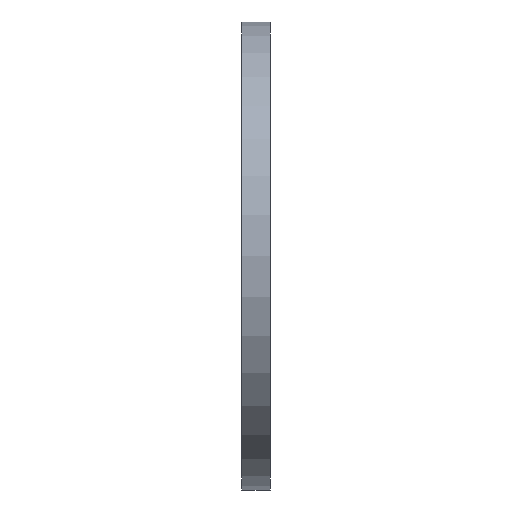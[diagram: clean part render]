
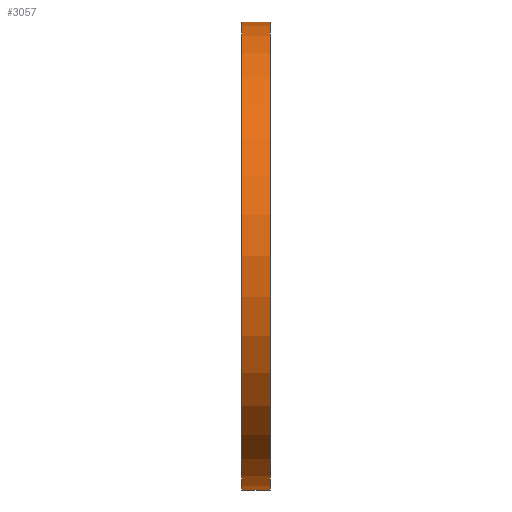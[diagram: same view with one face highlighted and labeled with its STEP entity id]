
A CAD part, left-side view. The second image highlights one B-rep face of the part: STEP entity #3057.
In plain terms, the highlighted cylindrical face has radius 50 mm (diameter 100 mm), a partial arc.
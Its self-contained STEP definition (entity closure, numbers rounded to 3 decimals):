
#503 = DIRECTION ( 'NONE',  ( 0., 1., 0. ) ) ;
#823 = CARTESIAN_POINT ( 'NONE',  ( 0., 6., 0. ) ) ;
#936 = ORIENTED_EDGE ( 'NONE', *, *, #6192, .F. ) ;
#988 = ORIENTED_EDGE ( 'NONE', *, *, #6211, .T. ) ;
#1746 = DIRECTION ( 'NONE',  ( 0., 0., 1. ) ) ;
#2100 = CARTESIAN_POINT ( 'NONE',  ( 0., 6., 50. ) ) ;
#2351 = CARTESIAN_POINT ( 'NONE',  ( 0., 0., 50. ) ) ;
#2642 = CIRCLE ( 'NONE', #3538, 50. ) ;
#2738 = VECTOR ( 'NONE', #7129, 1000. ) ;
#3057 = ADVANCED_FACE ( 'NONE', ( #4464 ), #9298, .T. ) ;
#3066 = DIRECTION ( 'NONE',  ( 0., 0., 1. ) ) ;
#3182 = VERTEX_POINT ( 'NONE', #7474 ) ;
#3538 = AXIS2_PLACEMENT_3D ( 'NONE', #6287, #503, #1746 ) ;
#4188 = DIRECTION ( 'NONE',  ( 0., -1., 0. ) ) ;
#4464 = FACE_OUTER_BOUND ( 'NONE', #7737, .T. ) ;
#5297 = VECTOR ( 'NONE', #7749, 1000. ) ;
#6073 = CARTESIAN_POINT ( 'NONE',  ( 0., 6., 0. ) ) ;
#6192 = EDGE_CURVE ( 'NONE', #11570, #7547, #9216, .T. ) ;
#6211 = EDGE_CURVE ( 'NONE', #11250, #3182, #6958, .T. ) ;
#6287 = CARTESIAN_POINT ( 'NONE',  ( 0., 0., 0. ) ) ;
#6604 = AXIS2_PLACEMENT_3D ( 'NONE', #823, #6898, #3066 ) ;
#6898 = DIRECTION ( 'NONE',  ( 0., 1., 0. ) ) ;
#6958 = LINE ( 'NONE', #9160, #2738 ) ;
#7129 = DIRECTION ( 'NONE',  ( 0., -1., 0. ) ) ;
#7474 = CARTESIAN_POINT ( 'NONE',  ( 0., 0., -50. ) ) ;
#7547 = VERTEX_POINT ( 'NONE', #2351 ) ;
#7667 = CARTESIAN_POINT ( 'NONE',  ( 0., 6., 50. ) ) ;
#7737 = EDGE_LOOP ( 'NONE', ( #936, #12379, #988, #10382 ) ) ;
#7749 = DIRECTION ( 'NONE',  ( 0., -1., 0. ) ) ;
#8429 = AXIS2_PLACEMENT_3D ( 'NONE', #6073, #4188, #9084 ) ;
#9084 = DIRECTION ( 'NONE',  ( 0., 0., -1. ) ) ;
#9160 = CARTESIAN_POINT ( 'NONE',  ( 0., 6., -50. ) ) ;
#9216 = LINE ( 'NONE', #7667, #5297 ) ;
#9280 = CARTESIAN_POINT ( 'NONE',  ( 0., 6., -50. ) ) ;
#9298 = CYLINDRICAL_SURFACE ( 'NONE', #8429, 50. ) ;
#10382 = ORIENTED_EDGE ( 'NONE', *, *, #11996, .T. ) ;
#10797 = CIRCLE ( 'NONE', #6604, 50. ) ;
#11250 = VERTEX_POINT ( 'NONE', #9280 ) ;
#11570 = VERTEX_POINT ( 'NONE', #2100 ) ;
#11902 = EDGE_CURVE ( 'NONE', #11250, #11570, #10797, .T. ) ;
#11996 = EDGE_CURVE ( 'NONE', #3182, #7547, #2642, .T. ) ;
#12379 = ORIENTED_EDGE ( 'NONE', *, *, #11902, .F. ) ;
